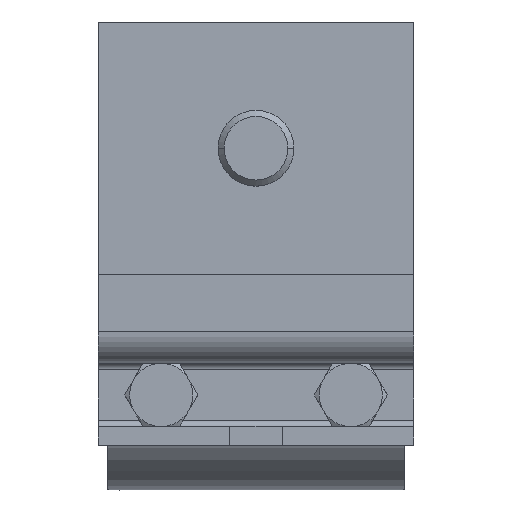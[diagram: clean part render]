
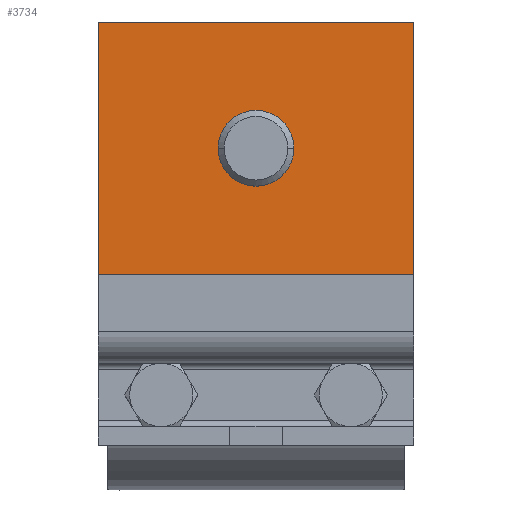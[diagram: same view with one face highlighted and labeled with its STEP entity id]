
A CAD part, top view. The second image highlights one B-rep face of the part: STEP entity #3734.
In plain terms, the highlighted planar face has unit normal (0, 0, 1).
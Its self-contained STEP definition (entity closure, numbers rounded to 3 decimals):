
#22 = PLANE ( 'NONE',  #7146 ) ;
#39 = LINE ( 'NONE', #5865, #3947 ) ;
#258 = CARTESIAN_POINT ( 'NONE',  ( 46.872, 93.027, 68.521 ) ) ;
#939 = ORIENTED_EDGE ( 'NONE', *, *, #5368, .T. ) ;
#1129 = LINE ( 'NONE', #2796, #6852 ) ;
#1198 = DIRECTION ( 'NONE',  ( 0., -1., 0. ) ) ;
#1840 = CIRCLE ( 'NONE', #10028, 6. ) ;
#1984 = CARTESIAN_POINT ( 'NONE',  ( 21.872, 79.027, 68.521 ) ) ;
#2109 = CARTESIAN_POINT ( 'NONE',  ( 21.872, 73.027, 68.521 ) ) ;
#2363 = DIRECTION ( 'NONE',  ( 0., 1., 0. ) ) ;
#2409 = CARTESIAN_POINT ( 'NONE',  ( 21.872, 73.027, 68.521 ) ) ;
#2626 = ORIENTED_EDGE ( 'NONE', *, *, #9505, .F. ) ;
#2740 = CARTESIAN_POINT ( 'NONE',  ( -3.128, 53.027, 68.521 ) ) ;
#2796 = CARTESIAN_POINT ( 'NONE',  ( -3.128, 93.027, 68.521 ) ) ;
#2805 = ORIENTED_EDGE ( 'NONE', *, *, #7563, .F. ) ;
#2878 = DIRECTION ( 'NONE',  ( 0., -1., 0. ) ) ;
#3132 = CIRCLE ( 'NONE', #8995, 6. ) ;
#3167 = ORIENTED_EDGE ( 'NONE', *, *, #6131, .T. ) ;
#3190 = DIRECTION ( 'NONE',  ( 0., -1., 0. ) ) ;
#3414 = VECTOR ( 'NONE', #4297, 1000. ) ;
#3514 = VERTEX_POINT ( 'NONE', #8993 ) ;
#3578 = DIRECTION ( 'NONE',  ( -1., 0., 0. ) ) ;
#3655 = LINE ( 'NONE', #2740, #3414 ) ;
#3734 = ADVANCED_FACE ( 'NONE', ( #5614, #9558 ), #22, .F. ) ;
#3947 = VECTOR ( 'NONE', #1198, 1000. ) ;
#4047 = EDGE_CURVE ( 'NONE', #8636, #9391, #3655, .T. ) ;
#4297 = DIRECTION ( 'NONE',  ( 1., 0., 0. ) ) ;
#4716 = DIRECTION ( 'NONE',  ( 0., 1., 0. ) ) ;
#5368 = EDGE_CURVE ( 'NONE', #3514, #8636, #39, .T. ) ;
#5614 = FACE_OUTER_BOUND ( 'NONE', #8098, .T. ) ;
#5865 = CARTESIAN_POINT ( 'NONE',  ( -3.128, 93.027, 68.521 ) ) ;
#6131 = EDGE_CURVE ( 'NONE', #8950, #3514, #1129, .T. ) ;
#6340 = VECTOR ( 'NONE', #2363, 1000. ) ;
#6852 = VECTOR ( 'NONE', #3578, 1000. ) ;
#7051 = CARTESIAN_POINT ( 'NONE',  ( 21.872, 67.027, 68.521 ) ) ;
#7101 = VERTEX_POINT ( 'NONE', #1984 ) ;
#7146 = AXIS2_PLACEMENT_3D ( 'NONE', #8595, #9432, #4716 ) ;
#7539 = DIRECTION ( 'NONE',  ( 0., 0., 1. ) ) ;
#7563 = EDGE_CURVE ( 'NONE', #8190, #7101, #1840, .T. ) ;
#7649 = CARTESIAN_POINT ( 'NONE',  ( -3.128, 53.027, 68.521 ) ) ;
#7698 = ORIENTED_EDGE ( 'NONE', *, *, #4047, .T. ) ;
#7761 = EDGE_CURVE ( 'NONE', #9391, #8950, #8428, .T. ) ;
#7872 = DIRECTION ( 'NONE',  ( 0., 0., 1. ) ) ;
#8098 = EDGE_LOOP ( 'NONE', ( #7698, #8845, #3167, #939 ) ) ;
#8190 = VERTEX_POINT ( 'NONE', #7051 ) ;
#8428 = LINE ( 'NONE', #9385, #6340 ) ;
#8493 = CARTESIAN_POINT ( 'NONE',  ( 46.872, 53.027, 68.521 ) ) ;
#8595 = CARTESIAN_POINT ( 'NONE',  ( 21.872, 73.027, 68.521 ) ) ;
#8636 = VERTEX_POINT ( 'NONE', #7649 ) ;
#8845 = ORIENTED_EDGE ( 'NONE', *, *, #7761, .T. ) ;
#8950 = VERTEX_POINT ( 'NONE', #258 ) ;
#8993 = CARTESIAN_POINT ( 'NONE',  ( -3.128, 93.027, 68.521 ) ) ;
#8995 = AXIS2_PLACEMENT_3D ( 'NONE', #2409, #7872, #3190 ) ;
#9385 = CARTESIAN_POINT ( 'NONE',  ( 46.872, 93.027, 68.521 ) ) ;
#9391 = VERTEX_POINT ( 'NONE', #8493 ) ;
#9432 = DIRECTION ( 'NONE',  ( 0., 0., -1. ) ) ;
#9505 = EDGE_CURVE ( 'NONE', #7101, #8190, #3132, .T. ) ;
#9558 = FACE_BOUND ( 'NONE', #9771, .T. ) ;
#9771 = EDGE_LOOP ( 'NONE', ( #2626, #2805 ) ) ;
#10028 = AXIS2_PLACEMENT_3D ( 'NONE', #2109, #7539, #2878 ) ;
